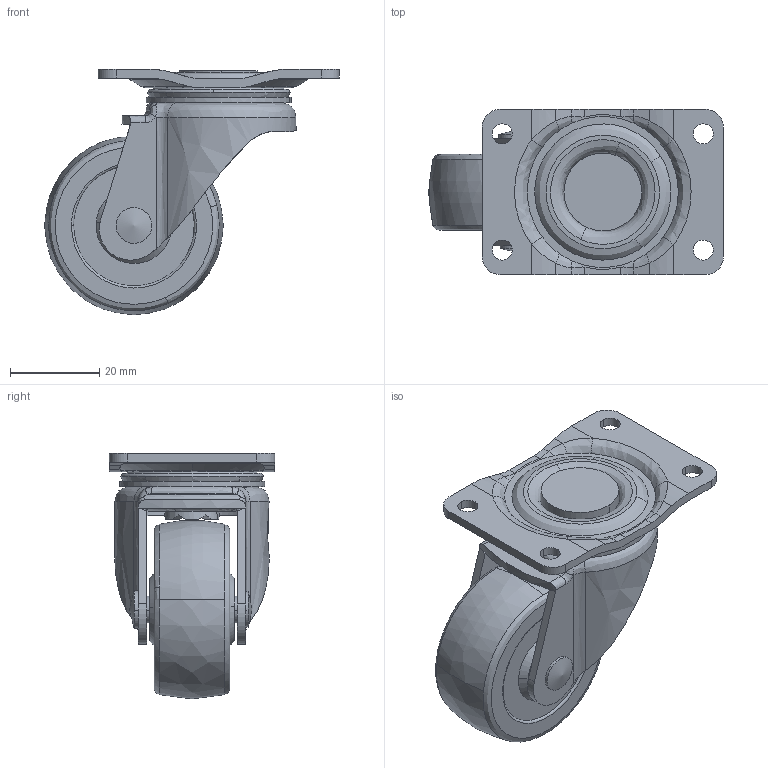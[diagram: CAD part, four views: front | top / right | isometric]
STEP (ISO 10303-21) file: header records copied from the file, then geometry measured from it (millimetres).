
FILE_DESCRIPTION((''),'2;1');
FILE_NAME('','2005-12-16T11:35:53',(''),(''),'','CADfix','');
FILE_SCHEMA(('AUTOMOTIVE_DESIGN'));
Length unit declared in the file: millimetre
Products named in the file (6): wheel; mounting plate; main shaft; body; axle; No_102_16293_36
Assembly tree (5 placements, depth 2):
  No_102_16293_36
    wheel
    mounting plate
    main shaft
    body
    axle
Bounding box: 66 x 37 x 55 mm (x, y, z)
Volume: 35114.7 mm3; surface area: 17406.8 mm2
Topology: 5 solids, 5 shells, 256 faces, 732 edges, 495 vertices
Faces by surface type: bspline 256
Entity records: 11744 total; most frequent: CARTESIAN_POINT 7715, ORIENTED_EDGE 1456, EDGE_CURVE 728, VERTEX_POINT 495, EDGE_LOOP 287, FACE_OUTER_BOUND 256, ADVANCED_FACE 256, QUASI_UNIFORM_CURVE 182
